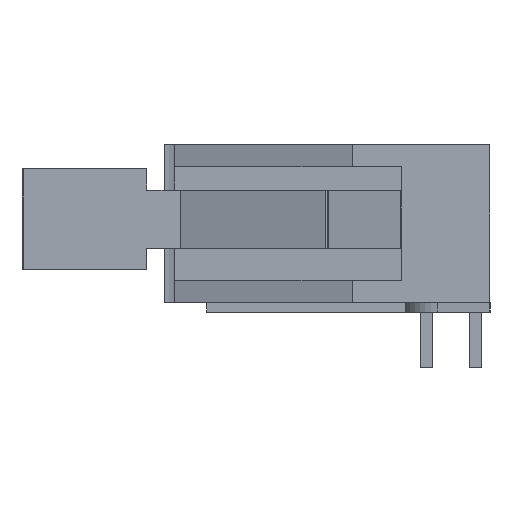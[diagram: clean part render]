
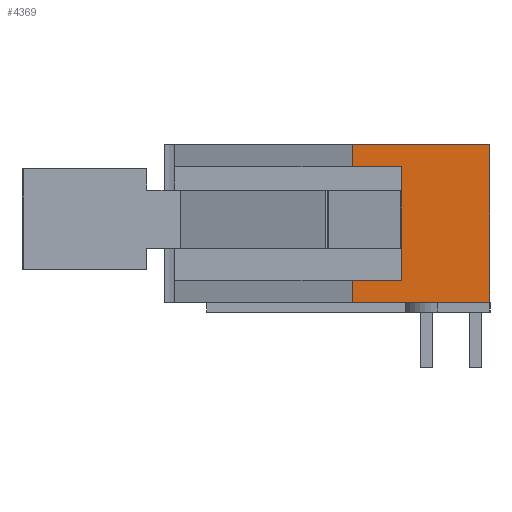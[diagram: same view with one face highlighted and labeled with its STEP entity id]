
A CAD part, left-side view. The second image highlights one B-rep face of the part: STEP entity #4369.
In plain terms, the highlighted planar face has unit normal (-1, 0, 0).
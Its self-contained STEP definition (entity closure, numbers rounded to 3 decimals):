
#146=PLANE($,#4675);
#460=LINE($,#6486,#1011);
#475=LINE($,#6519,#1026);
#493=LINE($,#6564,#1044);
#518=LINE($,#6628,#1069);
#520=LINE($,#6634,#1071);
#527=LINE($,#6645,#1078);
#533=LINE($,#6656,#1084);
#569=LINE($,#6734,#1120);
#1011=VECTOR($,#5261,8.128);
#1026=VECTOR($,#5282,7.112);
#1044=VECTOR($,#5320,7.112);
#1069=VECTOR($,#5367,2.54);
#1071=VECTOR($,#5371,2.54);
#1078=VECTOR($,#5384,5.842);
#1084=VECTOR($,#5396,1.143);
#1120=VECTOR($,#5488,1.143);
#1499=FACE_OUTER_BOUND($,#1760,.T.);
#1760=EDGE_LOOP($,(#3686,#3687,#3688,#3689,#3690,#3691,#3692,#3693));
#2110=VERTEX_POINT($,#6483);
#2111=VERTEX_POINT($,#6485);
#2126=VERTEX_POINT($,#6517);
#2143=VERTEX_POINT($,#6563);
#2169=VERTEX_POINT($,#6622);
#2171=VERTEX_POINT($,#6626);
#2172=VERTEX_POINT($,#6630);
#2174=VERTEX_POINT($,#6633);
#2598=EDGE_CURVE($,#2111,#2110,#460,.T.);
#2615=EDGE_CURVE($,#2110,#2126,#475,.T.);
#2637=EDGE_CURVE($,#2143,#2111,#493,.T.);
#2668=EDGE_CURVE($,#2169,#2171,#518,.T.);
#2670=EDGE_CURVE($,#2174,#2172,#520,.T.);
#2677=EDGE_CURVE($,#2171,#2174,#527,.T.);
#2683=EDGE_CURVE($,#2169,#2126,#533,.T.);
#2721=EDGE_CURVE($,#2143,#2172,#569,.T.);
#3686=ORIENTED_EDGE($,*,*,#2670,.T.);
#3687=ORIENTED_EDGE($,*,*,#2721,.F.);
#3688=ORIENTED_EDGE($,*,*,#2637,.T.);
#3689=ORIENTED_EDGE($,*,*,#2598,.T.);
#3690=ORIENTED_EDGE($,*,*,#2615,.T.);
#3691=ORIENTED_EDGE($,*,*,#2683,.F.);
#3692=ORIENTED_EDGE($,*,*,#2668,.T.);
#3693=ORIENTED_EDGE($,*,*,#2677,.T.);
#4369=ADVANCED_FACE($,(#1499),#146,.T.);
#4675=AXIS2_PLACEMENT_3D($,#6733,#5486,#5487);
#5261=DIRECTION($,(0.,0.,1.));
#5282=DIRECTION($,(0.,1.,0.));
#5320=DIRECTION($,(0.,-1.,0.));
#5367=DIRECTION($,(0.,-1.,0.));
#5371=DIRECTION($,(0.,1.,0.));
#5384=DIRECTION($,(0.,0.,-1.));
#5396=DIRECTION($,(0.,0.,1.));
#5486=DIRECTION('center_axis',(-1.,0.,0.));
#5487=DIRECTION('ref_axis',(0.,0.,1.));
#5488=DIRECTION($,(0.,0.,1.));
#6483=CARTESIAN_POINT('',(-26.162,-2.006,8.636));
#6485=CARTESIAN_POINT('',(-26.162,-2.006,0.508));
#6486=CARTESIAN_POINT($,(-26.162,-2.006,0.508));
#6517=CARTESIAN_POINT('',(-26.162,5.106,8.636));
#6519=CARTESIAN_POINT($,(-26.162,5.106,8.636));
#6563=CARTESIAN_POINT('',(-26.162,5.106,0.508));
#6564=CARTESIAN_POINT($,(-26.162,5.106,0.508));
#6622=CARTESIAN_POINT('',(-26.162,5.106,7.493));
#6626=CARTESIAN_POINT('',(-26.162,2.566,7.493));
#6628=CARTESIAN_POINT($,(-26.162,0.28,7.493));
#6630=CARTESIAN_POINT('',(-26.162,5.106,1.651));
#6633=CARTESIAN_POINT('',(-26.162,2.566,1.651));
#6634=CARTESIAN_POINT($,(-26.162,0.28,1.651));
#6645=CARTESIAN_POINT($,(-26.162,2.566,2.589));
#6656=CARTESIAN_POINT($,(-26.162,5.106,0.508));
#6733=CARTESIAN_POINT('Origin',(-26.162,-2.006,0.508));
#6734=CARTESIAN_POINT($,(-26.162,5.106,0.508));
